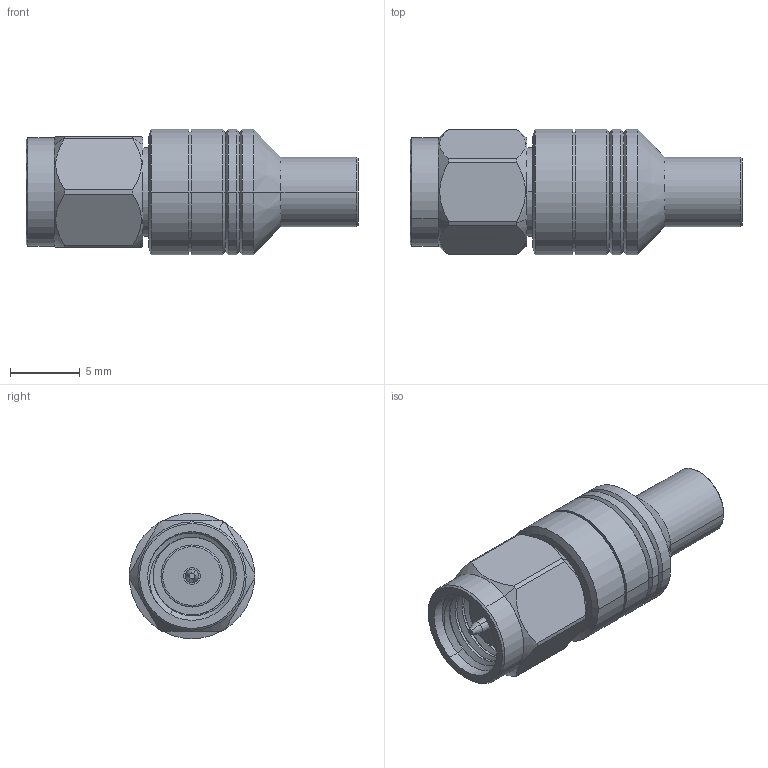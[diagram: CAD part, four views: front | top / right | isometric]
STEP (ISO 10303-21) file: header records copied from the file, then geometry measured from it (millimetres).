
FILE_DESCRIPTION (( 'STEP AP203' ), '1' );
FILE_NAME ('PE91309.step', '2019-02-07T15:36:34', ( '' ), ( '' ), 'SwSTEP 2.0', 'SolidWorks 2017', '' );
FILE_SCHEMA (( 'CONFIG_CONTROL_DESIGN' ));
Length unit declared in the file: inch
Products named in the file (1): PE91309
Bounding box: 23.8 x 9 x 9 mm (x, y, z)
Volume: 983.2 mm3; surface area: 959 mm2
Topology: 1 solids, 3 shells, 121 faces, 273 edges, 167 vertices
Faces by surface type: cylinder 61, cone 31, plane 22, bspline 5, sphere 2
Entity records: 5455 total; most frequent: CARTESIAN_POINT 2709, DIRECTION 579, ORIENTED_EDGE 542, EDGE_CURVE 271, AXIS2_PLACEMENT_3D 241, VERTEX_POINT 167, EDGE_LOOP 136, CIRCLE 124
